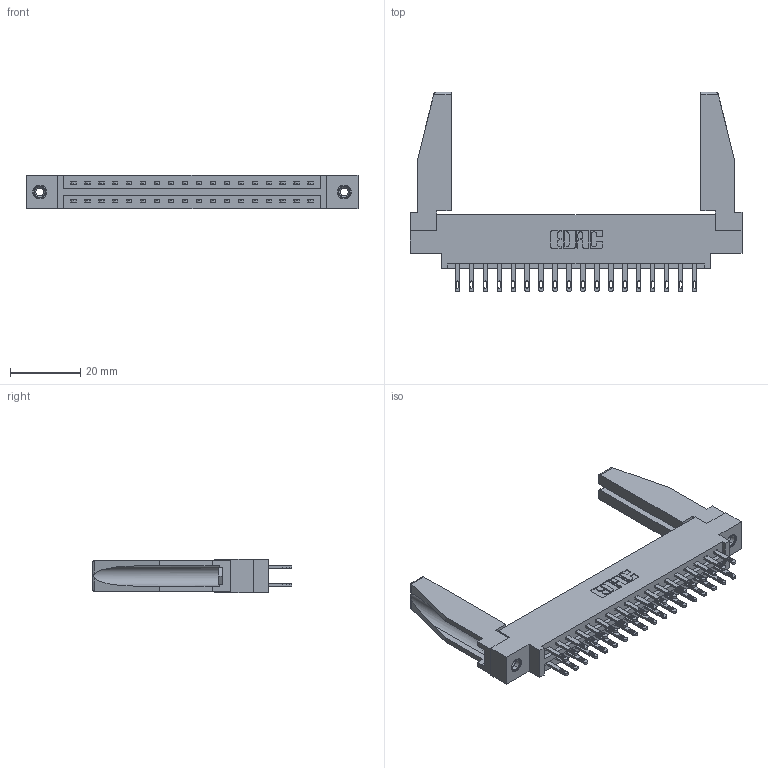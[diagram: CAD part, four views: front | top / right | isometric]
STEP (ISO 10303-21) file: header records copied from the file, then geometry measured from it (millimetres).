
FILE_DESCRIPTION (( 'STEP AP203' ), '1' );
FILE_NAME ('337-036-500-878.STEP', '2019-10-11T02:40:47', ( '' ), ( '' ), 'SwSTEP 2.0', 'SolidWorks 2016', '' );
FILE_SCHEMA (( 'CONFIG_CONTROL_DESIGN' ));
Length unit declared in the file: inch
Products named in the file (5): 337-036-500-878; 345-292-001_345-293-100; 345-250-001_345-250-001-102; 307-220-078; 337 Part_0.170 Offset - 0.156 Dia-TI
Assembly tree (41 placements, depth 2):
  337-036-500-878
    337 Part_0.170 Offset - 0.156 Dia-TI
    345-292-001_345-293-100  x36
    345-250-001_345-250-001-102  x2
    307-220-078  x2
Bounding box: 94.34 x 56.65 x 9.4 mm (x, y, z)
Volume: 13608.2 mm3; surface area: 14974.3 mm2
Topology: 41 solids, 41 shells, 2048 faces, 6161 edges, 4098 vertices
Faces by surface type: plane 1310, cylinder 722, cone 12, torus 4
Entity records: 19562 total; most frequent: CARTESIAN_POINT 3316, ORIENTED_EDGE 3208, DIRECTION 2872, EDGE_CURVE 1604, LINE 1434, VECTOR 1434, VERTEX_POINT 1064, AXIS2_PLACEMENT_3D 719
